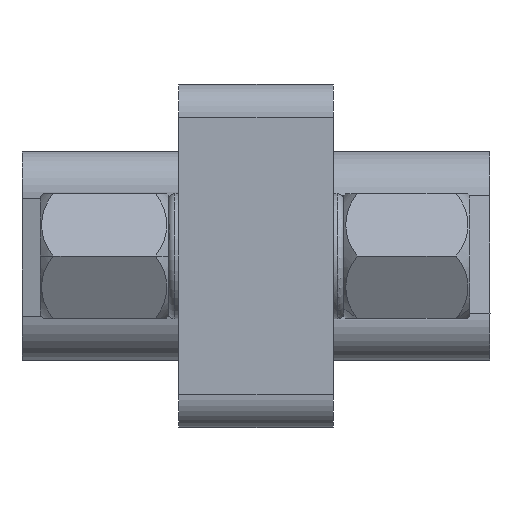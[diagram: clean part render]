
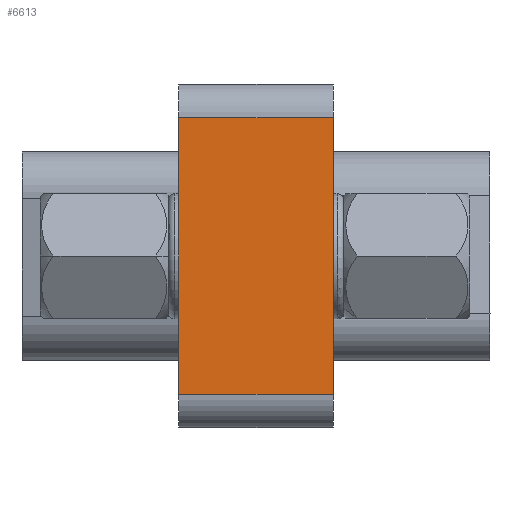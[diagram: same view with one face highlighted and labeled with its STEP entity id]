
A CAD part, left-side view. The second image highlights one B-rep face of the part: STEP entity #6613.
In plain terms, the highlighted planar face has unit normal (-1, 0, 0).
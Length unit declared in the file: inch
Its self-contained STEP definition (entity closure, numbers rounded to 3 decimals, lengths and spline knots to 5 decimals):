
#6123 = VERTEX_POINT ( 'NONE', #17189 ) ;
#6352 = VERTEX_POINT ( 'NONE', #17951 ) ;
#6363 = EDGE_CURVE ( 'NONE', #6123, #6352, #17930, .T. ) ;
#6613 = ADVANCED_FACE ( 'NONE', ( #18556 ), #18620, .F. ) ;
#6614 = EDGE_LOOP ( 'NONE', ( #6615, #6755, #6757, #6758 ) ) ;
#6615 = ORIENTED_EDGE ( 'NONE', *, *, #6752, .T. ) ;
#6705 = EDGE_CURVE ( 'NONE', #6123, #6753, #18890, .T. ) ;
#6752 = EDGE_CURVE ( 'NONE', #6753, #6754, #19439, .T. ) ;
#6753 = VERTEX_POINT ( 'NONE', #19435 ) ;
#6754 = VERTEX_POINT ( 'NONE', #19434 ) ;
#6755 = ORIENTED_EDGE ( 'NONE', *, *, #6756, .T. ) ;
#6756 = EDGE_CURVE ( 'NONE', #6754, #6352, #19501, .T. ) ;
#6757 = ORIENTED_EDGE ( 'NONE', *, *, #6363, .F. ) ;
#6758 = ORIENTED_EDGE ( 'NONE', *, *, #6705, .T. ) ;
#17189 = CARTESIAN_POINT ( 'NONE',  ( -0.625, 0.115, -0.205 ) ) ;
#17927 = DIRECTION ( 'NONE',  ( 0., 0., 1. ) ) ;
#17928 = VECTOR ( 'NONE', #17927, 39.37008 ) ;
#17929 = CARTESIAN_POINT ( 'NONE',  ( -0.625, 0.115, 0.255 ) ) ;
#17930 = LINE ( 'NONE', #17929, #17928 ) ;
#17951 = CARTESIAN_POINT ( 'NONE',  ( -0.625, 0.115, 0.205 ) ) ;
#18556 = FACE_OUTER_BOUND ( 'NONE', #6614, .T. ) ;
#18588 = DIRECTION ( 'NONE',  ( 0., 0., -1. ) ) ;
#18589 = DIRECTION ( 'NONE',  ( 1., 0., 0. ) ) ;
#18590 = CARTESIAN_POINT ( 'NONE',  ( -0.625, 0.115, 0.255 ) ) ;
#18591 = AXIS2_PLACEMENT_3D ( 'NONE', #18590, #18589, #18588 ) ;
#18620 = PLANE ( 'NONE',  #18591 ) ;
#18887 = DIRECTION ( 'NONE',  ( 0., -1., 0. ) ) ;
#18888 = VECTOR ( 'NONE', #18887, 39.37008 ) ;
#18889 = CARTESIAN_POINT ( 'NONE',  ( -0.625, 0.115, -0.205 ) ) ;
#18890 = LINE ( 'NONE', #18889, #18888 ) ;
#19434 = CARTESIAN_POINT ( 'NONE',  ( -0.625, -0.115, 0.205 ) ) ;
#19435 = CARTESIAN_POINT ( 'NONE',  ( -0.625, -0.115, -0.205 ) ) ;
#19436 = DIRECTION ( 'NONE',  ( 0., 0., 1. ) ) ;
#19437 = VECTOR ( 'NONE', #19436, 39.37008 ) ;
#19438 = CARTESIAN_POINT ( 'NONE',  ( -0.625, -0.115, 0.255 ) ) ;
#19439 = LINE ( 'NONE', #19438, #19437 ) ;
#19498 = DIRECTION ( 'NONE',  ( 0., 1., 0. ) ) ;
#19499 = VECTOR ( 'NONE', #19498, 39.37008 ) ;
#19500 = CARTESIAN_POINT ( 'NONE',  ( -0.625, 0.115, 0.205 ) ) ;
#19501 = LINE ( 'NONE', #19500, #19499 ) ;
